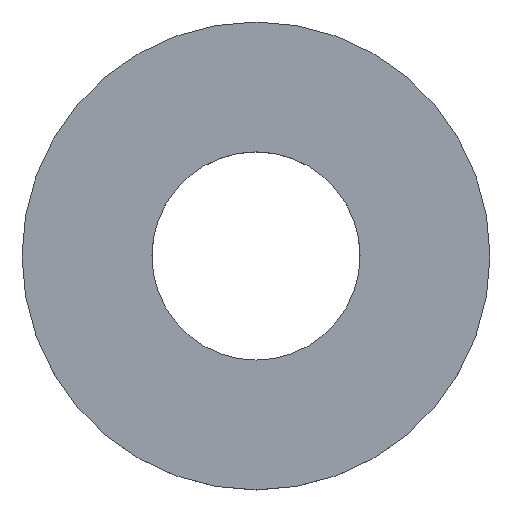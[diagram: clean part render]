
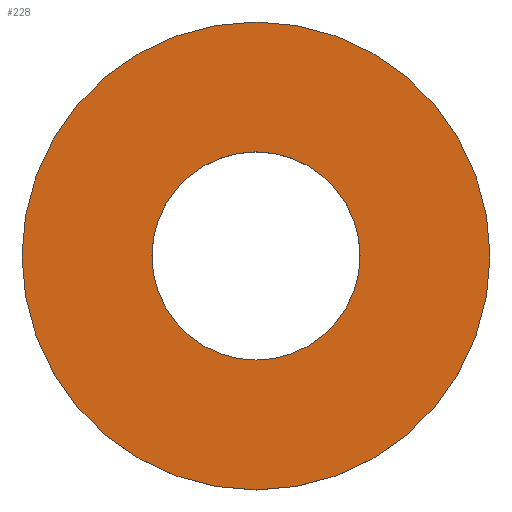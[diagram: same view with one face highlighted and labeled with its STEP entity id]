
A CAD part, top view. The second image highlights one B-rep face of the part: STEP entity #228.
In plain terms, the highlighted planar face has unit normal (0, 0, 1).
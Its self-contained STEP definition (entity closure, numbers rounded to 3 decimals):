
#98=CARTESIAN_POINT('POINT7',(-7.137,0.,0.787));
#99=VERTEX_POINT('VERTEX7',#98);
#106=CARTESIAN_POINT('POINT8',(7.137,0.,
   0.787));
#107=VERTEX_POINT('VERTEX8',#106);
#108=CARTESIAN_POINT('POS13',(0.,0.,0.787
   ));
#109=DIRECTION('DIR22',(0.,0.,1.));
#110=DIRECTION('DIR23',(1.,0.,0.));
#111=AXIS2_PLACEMENT_3D('AXIS10',#108,#109,#110);
#112=CIRCLE('ELLIPSE7',#111,7.137);
#113=EDGE_CURVE('EDGE10',#107,#99,#112,.T.);
#129=CARTESIAN_POINT('POS16',(0.,0.,0.787
   ));
#130=DIRECTION('DIR27',(0.,0.,-1.));
#131=DIRECTION('DIR28',(1.,0.,0.));
#132=AXIS2_PLACEMENT_3D('AXIS12',#129,#130,#131);
#133=CIRCLE('ELLIPSE8',#132,7.137);
#134=EDGE_CURVE('EDGE12',#107,#99,#133,.T.);
#178=CARTESIAN_POINT('POINT11',(-3.175,0.,0.787));
#179=VERTEX_POINT('VERTEX11',#178);
#186=CARTESIAN_POINT('POINT12',(3.175,0.,
   0.787));
#187=VERTEX_POINT('VERTEX12',#186);
#188=CARTESIAN_POINT('POS22',(0.,0.,0.787
   ));
#189=DIRECTION('DIR38',(0.,0.,-1.));
#190=DIRECTION('DIR39',(1.,0.,0.));
#191=AXIS2_PLACEMENT_3D('AXIS17',#188,#189,#190);
#192=CIRCLE('ELLIPSE11',#191,3.175);
#193=EDGE_CURVE('EDGE16',#187,#179,#192,.T.);
#209=ORIENTED_EDGE('COEDGE29',*,*,#134,.F.);
#210=ORIENTED_EDGE('COEDGE30',*,*,#113,.T.);
#211=EDGE_LOOP('NONE',(#209,#210));
#212=FACE_BOUND('LOOP1',#211,.T.);
#213=CARTESIAN_POINT('POS25',(0.,0.,0.787
   ));
#214=DIRECTION('DIR43',(0.,0.,1.));
#215=DIRECTION('DIR44',(1.,0.,0.));
#216=AXIS2_PLACEMENT_3D('AXIS19',#213,#214,#215);
#217=CIRCLE('ELLIPSE12',#216,3.175);
#218=EDGE_CURVE('EDGE18',#187,#179,#217,.T.);
#219=ORIENTED_EDGE('COEDGE31',*,*,#218,.F.);
#220=ORIENTED_EDGE('COEDGE32',*,*,#193,.T.);
#221=EDGE_LOOP('NONE',(#219,#220));
#222=FACE_BOUND('LOOP1',#221,.T.);
#223=CARTESIAN_POINT('POS26',(0.,0.,0.787));
#224=DIRECTION('DIR45',(0.,0.,1.));
#225=DIRECTION('DIR46',(1.,0.,0.));
#226=AXIS2_PLACEMENT_3D('AXIS20',#223,#224,#225);
#227=PLANE('PLANE3',#226);
#228=ADVANCED_FACE('FACE8',(#212,#222),#227,.T.);
